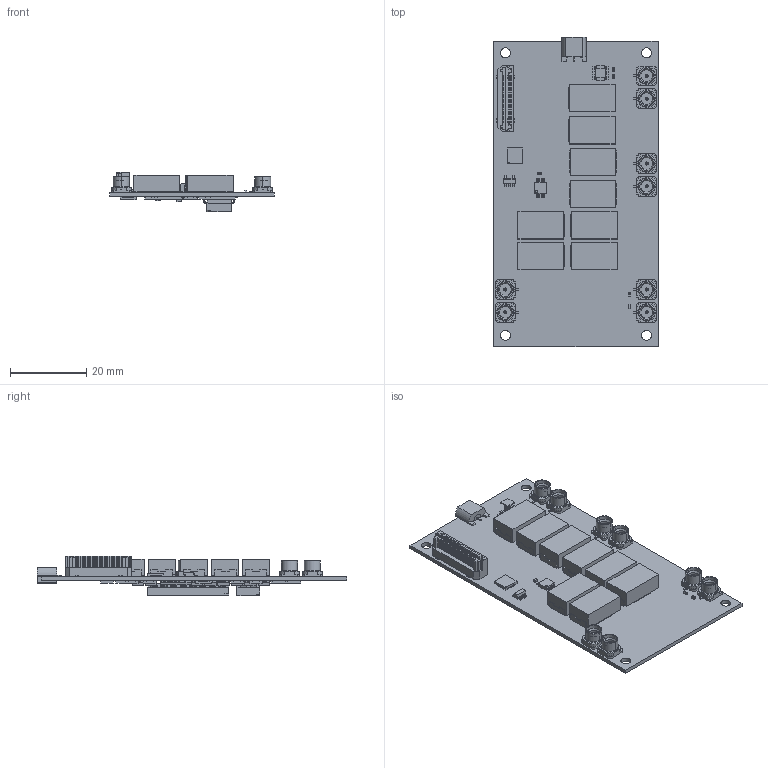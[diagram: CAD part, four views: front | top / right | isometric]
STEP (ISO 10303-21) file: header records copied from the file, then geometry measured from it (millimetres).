
FILE_DESCRIPTION(('Open CASCADE Model'),'2;1');
FILE_NAME('Open CASCADE Shape Model','2017-01-28T13:44:17',('Author'),( 'Open CASCADE'),'Open CASCADE STEP processor 6.8','Open CASCADE 6.8' ,'Unknown');
FILE_SCHEMA(('AUTOMOTIVE_DESIGN { 1 0 10303 214 1 1 1 1 }'));
Length unit declared in the file: millimetre
Products named in the file (94): PCB; Board; T12; SOT95P285X140-3N; T11; T10; T9; T8; T7; T6; T5; T4; SOT95P240X110-3N; T3; T2; T1; SW2; SW_OMRON_A6S-8102-H; SW1; SW_OMRON_A6S-2102-H; R55; RESC1005X40N; R54; R53; R52; R51; R50; R49; R48; R47; R46; R45; R44; R43; RESC6331X70N; R42; R41; R40; R39; RESC3216X65N ...
Assembly tree (149 placements, depth 4):
  PCB
    Board
    T12
      SOT95P285X140-3N
    T11
      SOT95P285X140-3N
    T10
      SOT95P285X140-3N
    T9
      SOT95P285X140-3N
    T8
      SOT95P285X140-3N
    T7
      SOT95P285X140-3N
    T6
      SOT95P285X140-3N
    T5
      SOT95P285X140-3N
    T4
      SOT95P240X110-3N
    T3
      SOT95P240X110-3N
    T2
      SOT95P240X110-3N
    T1
      SOT95P240X110-3N
    SW2
      SW_OMRON_A6S-8102-H
    SW1
      SW_OMRON_A6S-2102-H
    R55
      RESC1005X40N
    R54
      RESC1005X40N
    R53
      RESC1005X40N
    R52
      RESC1005X40N
    R51
      RESC1005X40N
    R50
      RESC1005X40N
    R49
      RESC1005X40N
    R48
      RESC1005X40N
    R47
      RESC1005X40N
    R46
      RESC1005X40N
    R45
      RESC1005X40N
    R44
      RESC1005X40N
    R43
      RESC6331X70N
    R42
      RESC6331X70N
    R41
      RESC6331X70N
Bounding box: 43 x 81.08 x 10.32 mm (x, y, z)
Volume: 8074 mm3; surface area: 16562.3 mm2
Topology: 405 solids, 405 shells, 4826 faces, 11809 edges, 7801 vertices
Faces by surface type: plane 2798, bspline 1118, cylinder 801, sphere 58, cone 42, torus 9
Full cylindrical faces by diameter (mm): 0.2 x10, 0.9 x2, 1.27 x1, 2 x2, 2.6 x4
Entity records: 79245 total; most frequent: CARTESIAN_POINT 17758, ORIENTED_EDGE 12406, DIRECTION 11410, EDGE_CURVE 6203, LINE 4988, VECTOR 4988, VERTEX_POINT 4109, AXIS2_PLACEMENT_3D 3211
